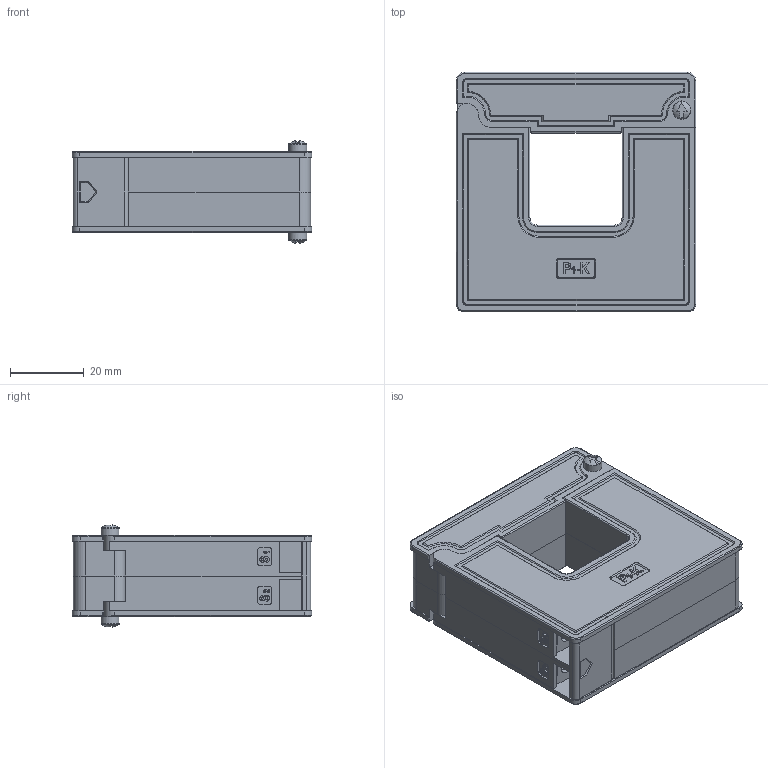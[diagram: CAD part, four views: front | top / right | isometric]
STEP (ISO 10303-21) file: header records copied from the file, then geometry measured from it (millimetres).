
FILE_DESCRIPTION(/* description */ ('STEP AP214'),/* implementation_level */ '2;1');
FILE_NAME(/* name */ 'AcuCT 100R (SCTK752A-025)_customer version.step',/* time_stamp */ '2025-06-06T16:17:08-04:00',/* author */ (''),/* organization */ (''),/* preprocessor_version */ 'ST-DEVELOPER v20.1',/* originating_system */ 'Autodesk Translation Framework v14.10.0.0',/* authorisation */ '');
FILE_SCHEMA (('AUTOMOTIVE_DESIGN { 1 0 10303 214 3 1 1 }'));
Length unit declared in the file: millimetre
Products named in the file (11): AcuCT-100R; 752A-025_µ×¿Ç×°ÅäÌ
å(Ä¬ÈÏ); 752A-025_µ×¿ÇP1(Ä¬ÈÏ); 752A-025_µ×¿ÇP2(Ä¬ÈÏ); 752A-025_¶¥¿Ç×°ÅäÌ
å(Ä¬ÈÏ); 752A-025_¶¥¿ÇP1(Ä¬ÈÏ); 752A-025_¶¥¿ÇP2(Ä¬ÈÏ); 752A-025_×ªÖá; 752A-025_Ëø¿Û; 752A-025_Ñ¹Ëõµ¯»É(Ñ
¹Ëõ×´Ì¬); 752A_¶Ë×Ó¸Ç(Ä¬ÈÏ
)-2
Assembly tree (11 placements, depth 3):
  AcuCT-100R
    752A-025_µ×¿Ç×°ÅäÌ
å(Ä¬ÈÏ)
      752A-025_µ×¿ÇP1(Ä¬ÈÏ)
      752A-025_µ×¿ÇP2(Ä¬ÈÏ)
    752A-025_¶¥¿Ç×°ÅäÌ
å(Ä¬ÈÏ)
      752A-025_¶¥¿ÇP1(Ä¬ÈÏ)
      752A-025_¶¥¿ÇP2(Ä¬ÈÏ)
    752A-025_×ªÖá
    752A-025_Ëø¿Û  x2
    752A-025_Ñ¹Ëõµ¯»É(Ñ
¹Ëõ×´Ì¬)
    752A_¶Ë×Ó¸Ç(Ä¬ÈÏ
)-2
Bounding box: 65 x 65 x 27.86 mm (x, y, z)
Volume: 25349.5 mm3; surface area: 38032.1 mm2
Topology: 9 solids, 9 shells, 1022 faces, 2759 edges, 1802 vertices
Faces by surface type: plane 734, cylinder 135, bspline 72, cone 59, torus 16, sphere 6
Full cylindrical faces by diameter (mm): 1.8 x2, 2 x9, 2.02 x9, 2.7 x2, 3 x5, 4 x2, 4.9 x2, 5 x2
Entity records: 36197 total; most frequent: CARTESIAN_POINT 10860, ORIENTED_EDGE 5390, DIRECTION 4876, EDGE_CURVE 2695, LINE 2120, VECTOR 2120, VERTEX_POINT 1762, AXIS2_PLACEMENT_3D 1378
